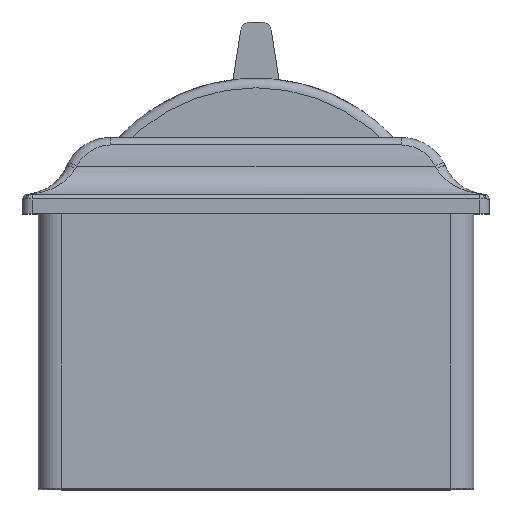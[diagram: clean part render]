
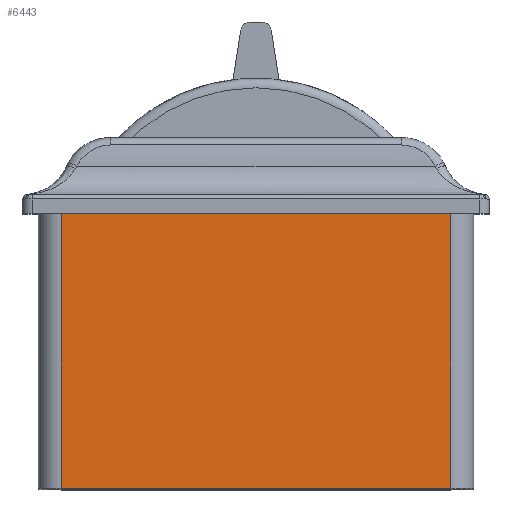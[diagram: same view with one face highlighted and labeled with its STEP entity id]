
A CAD part, top view. The second image highlights one B-rep face of the part: STEP entity #6443.
In plain terms, the highlighted planar face has unit normal (0, 0, 1).
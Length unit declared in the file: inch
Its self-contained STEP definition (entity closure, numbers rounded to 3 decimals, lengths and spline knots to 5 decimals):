
#436 = CARTESIAN_POINT ( 'NONE',  ( 0.7125, 0.903, 0.31 ) ) ;
#570 = ORIENTED_EDGE ( 'NONE', *, *, #935, .T. ) ;
#683 = EDGE_CURVE ( 'NONE', #4721, #7850, #1295, .T. ) ;
#935 = EDGE_CURVE ( 'NONE', #7850, #3166, #3497, .T. ) ;
#1001 = DIRECTION ( 'NONE',  ( 0., 0., -1. ) ) ;
#1009 = CARTESIAN_POINT ( 'NONE',  ( 0.7125, 0.005, 0.31 ) ) ;
#1067 = VECTOR ( 'NONE', #6874, 39.37008 ) ;
#1295 = LINE ( 'NONE', #1009, #1067 ) ;
#1487 = CARTESIAN_POINT ( 'NONE',  ( -0.6375, 0.903, 0.31 ) ) ;
#1688 = CARTESIAN_POINT ( 'NONE',  ( 0.6375, 0.903, 0.31 ) ) ;
#1791 = ORIENTED_EDGE ( 'NONE', *, *, #5675, .F. ) ;
#2073 = LINE ( 'NONE', #1487, #5785 ) ;
#2423 = CARTESIAN_POINT ( 'NONE',  ( -0.6375, 0.005, 0.31 ) ) ;
#2793 = ORIENTED_EDGE ( 'NONE', *, *, #5205, .T. ) ;
#3166 = VERTEX_POINT ( 'NONE', #9366 ) ;
#3465 = LINE ( 'NONE', #436, #8802 ) ;
#3497 = LINE ( 'NONE', #1688, #9072 ) ;
#3731 = DIRECTION ( 'NONE',  ( 0., -1., 0. ) ) ;
#3815 = VERTEX_POINT ( 'NONE', #6931 ) ;
#4064 = CARTESIAN_POINT ( 'NONE',  ( 0.6375, 0.005, 0.31 ) ) ;
#4721 = VERTEX_POINT ( 'NONE', #2423 ) ;
#5205 = EDGE_CURVE ( 'NONE', #3815, #4721, #2073, .T. ) ;
#5374 = DIRECTION ( 'NONE',  ( 0., 1., 0. ) ) ;
#5439 = CARTESIAN_POINT ( 'NONE',  ( 0.7125, 0.903, 0.31 ) ) ;
#5491 = EDGE_LOOP ( 'NONE', ( #2793, #5812, #570, #1791 ) ) ;
#5675 = EDGE_CURVE ( 'NONE', #3815, #3166, #3465, .T. ) ;
#5785 = VECTOR ( 'NONE', #3731, 39.37008 ) ;
#5812 = ORIENTED_EDGE ( 'NONE', *, *, #683, .T. ) ;
#6150 = DIRECTION ( 'NONE',  ( -1., 0., 0. ) ) ;
#6321 = DIRECTION ( 'NONE',  ( 1., 0., 0. ) ) ;
#6358 = AXIS2_PLACEMENT_3D ( 'NONE', #5439, #1001, #6150 ) ;
#6443 = ADVANCED_FACE ( 'NONE', ( #9491 ), #6868, .F. ) ;
#6868 = PLANE ( 'NONE',  #6358 ) ;
#6874 = DIRECTION ( 'NONE',  ( 1., 0., 0. ) ) ;
#6931 = CARTESIAN_POINT ( 'NONE',  ( -0.6375, 0.903, 0.31 ) ) ;
#7850 = VERTEX_POINT ( 'NONE', #4064 ) ;
#8802 = VECTOR ( 'NONE', #6321, 39.37008 ) ;
#9072 = VECTOR ( 'NONE', #5374, 39.37008 ) ;
#9366 = CARTESIAN_POINT ( 'NONE',  ( 0.6375, 0.903, 0.31 ) ) ;
#9491 = FACE_OUTER_BOUND ( 'NONE', #5491, .T. ) ;
